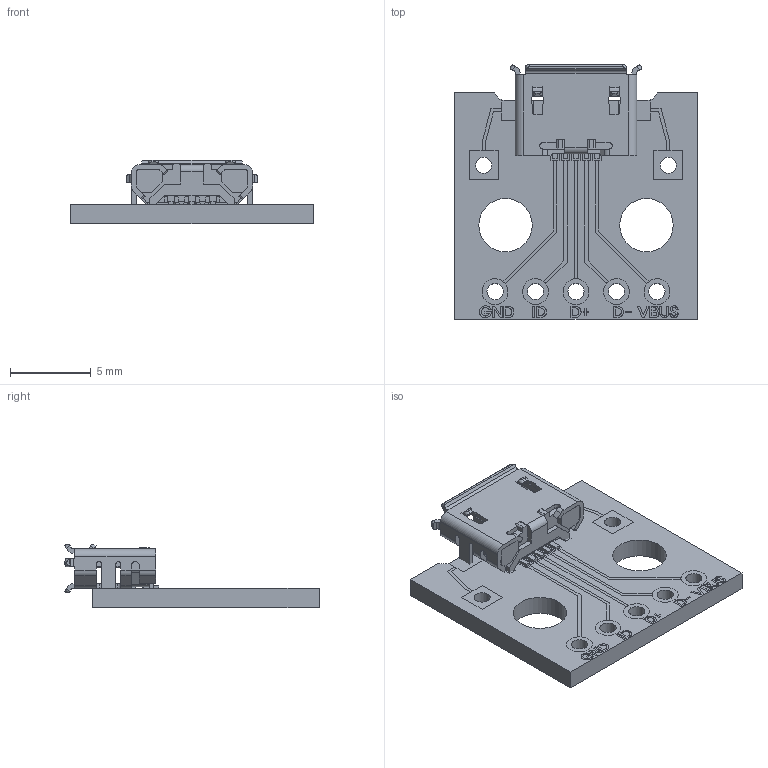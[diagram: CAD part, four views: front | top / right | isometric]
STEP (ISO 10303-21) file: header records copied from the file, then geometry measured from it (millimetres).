
FILE_DESCRIPTION(('HOOPS Exchange Step'),'2;1');
FILE_NAME('cae9a449143a0e895ff7443fe81aa8fa20210318-1-1deyou3.SLDPRT.step','2021-03-18T01:44:22+00:00',('root'),('Unknown organisation'),'HOOPS Exchange 2021.0','HOOPS Exchange','Unknown authorisation');
FILE_SCHEMA( ('AUTOMOTIVE_DESIGN { 1 0 10303 214 1 1 1 1 }') );
Length unit declared in the file: millimetre
Products named in the file (2): 기본; cae9a449143a0e895ff7443fe81aa8fa20210318-1-1deyou3
Assembly tree (1 placements, depth 2):
  cae9a449143a0e895ff7443fe81aa8fa20210318-1-1deyou3
    기본
Bounding box: 15 x 15.7 x 3.92 mm (x, y, z)
Volume: 264.1 mm3; surface area: 802.9 mm2
Topology: 8 solids, 8 shells, 576 faces, 1797 edges, 1257 vertices
Faces by surface type: plane 383, cylinder 184, extrusion 5, torus 4
Full cylindrical faces by diameter (mm): 1 x7, 3.3 x2
Entity records: 21230 total; most frequent: CARTESIAN_POINT 4590, ORIENTED_EDGE 3594, DIRECTION 3307, EDGE_CURVE 1797, VECTOR 1329, LINE 1324, VERTEX_POINT 1257, AXIS2_PLACEMENT_3D 989
